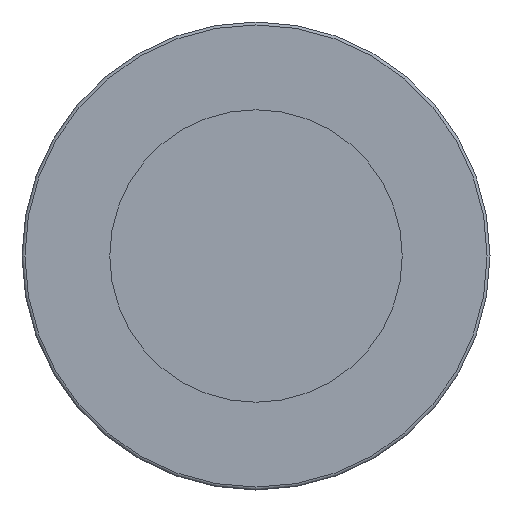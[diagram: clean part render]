
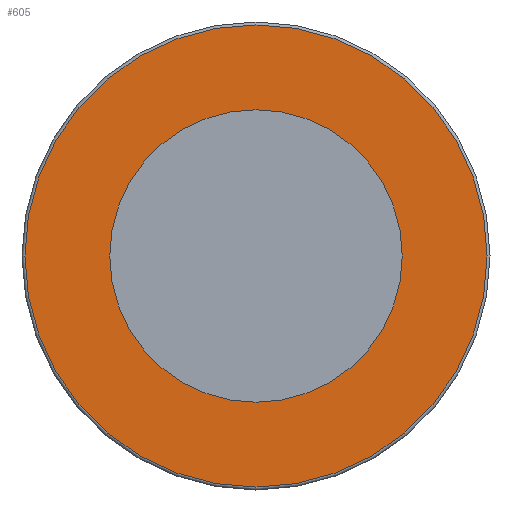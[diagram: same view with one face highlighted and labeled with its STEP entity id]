
A CAD part, front view. The second image highlights one B-rep face of the part: STEP entity #605.
In plain terms, the highlighted planar face has unit normal (0, -1, 0).
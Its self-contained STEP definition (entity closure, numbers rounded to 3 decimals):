
#66=FACE_BOUND('',#164,.T.);
#119=FACE_OUTER_BOUND('',#163,.T.);
#163=EDGE_LOOP('',(#426));
#164=EDGE_LOOP('',(#427));
#211=CIRCLE('',#666,100.);
#216=CIRCLE('',#674,158.);
#269=VERTEX_POINT('',#973);
#274=VERTEX_POINT('',#988);
#324=EDGE_CURVE('',#269,#269,#211,.T.);
#330=EDGE_CURVE('',#274,#274,#216,.F.);
#426=ORIENTED_EDGE('',*,*,#330,.T.);
#427=ORIENTED_EDGE('',*,*,#324,.T.);
#594=PLANE('',#673);
#605=ADVANCED_FACE('',(#119,#66),#594,.F.);
#666=AXIS2_PLACEMENT_3D('',#975,#770,#771);
#673=AXIS2_PLACEMENT_3D('',#987,#785,#786);
#674=AXIS2_PLACEMENT_3D('',#989,#787,#788);
#770=DIRECTION('center_axis',(0.,1.,0.));
#771=DIRECTION('ref_axis',(0.,0.,1.));
#785=DIRECTION('center_axis',(0.,1.,0.));
#786=DIRECTION('ref_axis',(0.,0.,1.));
#787=DIRECTION('center_axis',(0.,1.,0.));
#788=DIRECTION('ref_axis',(0.,0.,1.));
#973=CARTESIAN_POINT('',(0.,120.,100.));
#975=CARTESIAN_POINT('Origin',(0.,120.,0.));
#987=CARTESIAN_POINT('Origin',(0.,120.,0.));
#988=CARTESIAN_POINT('',(0.,120.,-158.));
#989=CARTESIAN_POINT('Origin',(0.,120.,0.));
